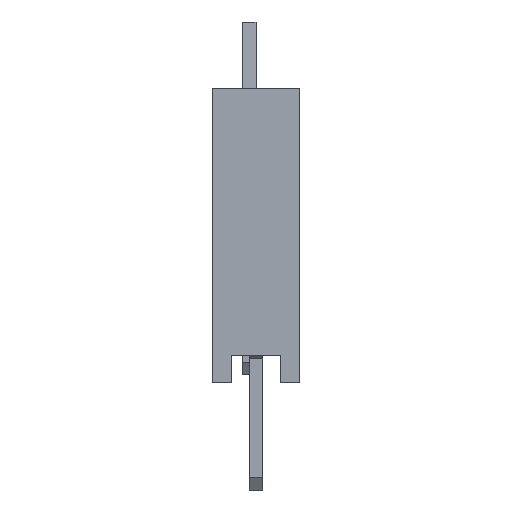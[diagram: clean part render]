
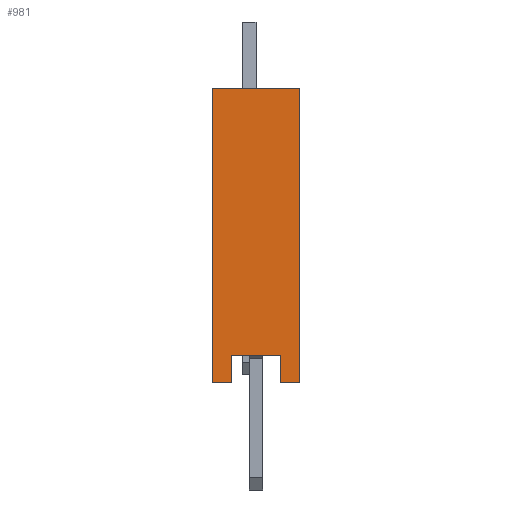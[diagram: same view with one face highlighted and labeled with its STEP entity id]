
A CAD part, left-side view. The second image highlights one B-rep face of the part: STEP entity #981.
In plain terms, the highlighted planar face has unit normal (-1, 0, 0).
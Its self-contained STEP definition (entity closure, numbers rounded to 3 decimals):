
#981 = ADVANCED_FACE( '', ( #2290 ), #2291, .F. );
#2290 = FACE_OUTER_BOUND( '', #4007, .T. );
#2291 = PLANE( '', #4008 );
#4007 = EDGE_LOOP( '', ( #6953, #6954, #6955, #6956, #6957, #6958, #6959, #6960 ) );
#4008 = AXIS2_PLACEMENT_3D( '', #6961, #6962, #6963 );
#6953 = ORIENTED_EDGE( '', *, *, #10955, .F. );
#6954 = ORIENTED_EDGE( '', *, *, #10759, .F. );
#6955 = ORIENTED_EDGE( '', *, *, #10868, .F. );
#6956 = ORIENTED_EDGE( '', *, *, #10956, .T. );
#6957 = ORIENTED_EDGE( '', *, *, #10957, .T. );
#6958 = ORIENTED_EDGE( '', *, *, #10958, .F. );
#6959 = ORIENTED_EDGE( '', *, *, #10959, .F. );
#6960 = ORIENTED_EDGE( '', *, *, #10960, .F. );
#6961 = CARTESIAN_POINT( '', ( -51.05, -1.25, 4.25 ) );
#6962 = DIRECTION( '', ( 1., 0., 0. ) );
#6963 = DIRECTION( '', ( 0., 0., -1. ) );
#10759 = EDGE_CURVE( '', #13212, #13207, #13214, .T. );
#10868 = EDGE_CURVE( '', #13371, #13212, #13373, .T. );
#10955 = EDGE_CURVE( '', #13207, #13499, #13500, .T. );
#10956 = EDGE_CURVE( '', #13371, #13501, #13502, .T. );
#10957 = EDGE_CURVE( '', #13501, #13503, #13504, .T. );
#10958 = EDGE_CURVE( '', #13505, #13503, #13506, .T. );
#10959 = EDGE_CURVE( '', #13507, #13505, #13508, .T. );
#10960 = EDGE_CURVE( '', #13499, #13507, #13509, .T. );
#13207 = VERTEX_POINT( '', #16624 );
#13212 = VERTEX_POINT( '', #16631 );
#13214 = LINE( '', #16634, #16635 );
#13371 = VERTEX_POINT( '', #16875 );
#13373 = LINE( '', #16878, #16879 );
#13499 = VERTEX_POINT( '', #17069 );
#13500 = LINE( '', #17070, #17071 );
#13501 = VERTEX_POINT( '', #17072 );
#13502 = LINE( '', #17073, #17074 );
#13503 = VERTEX_POINT( '', #17075 );
#13504 = LINE( '', #17076, #17077 );
#13505 = VERTEX_POINT( '', #17078 );
#13506 = LINE( '', #17079, #17080 );
#13507 = VERTEX_POINT( '', #17081 );
#13508 = LINE( '', #17082, #17083 );
#13509 = LINE( '', #17084, #17085 );
#16624 = CARTESIAN_POINT( '', ( -51.05, -0.7, -4.25 ) );
#16631 = CARTESIAN_POINT( '', ( -51.05, -1.25, -4.25 ) );
#16634 = CARTESIAN_POINT( '', ( -51.05, -1.25, -4.25 ) );
#16635 = VECTOR( '', #19365, 1000. );
#16875 = CARTESIAN_POINT( '', ( -51.05, -1.25, 4.25 ) );
#16878 = CARTESIAN_POINT( '', ( -51.05, -1.25, 4.25 ) );
#16879 = VECTOR( '', #19450, 1000. );
#17069 = CARTESIAN_POINT( '', ( -51.05, -0.7, -3.45 ) );
#17070 = CARTESIAN_POINT( '', ( -51.05, -0.7, 4.25 ) );
#17071 = VECTOR( '', #19515, 1000. );
#17072 = CARTESIAN_POINT( '', ( -51.05, 1.25, 4.25 ) );
#17073 = CARTESIAN_POINT( '', ( -51.05, -1.25, 4.25 ) );
#17074 = VECTOR( '', #19516, 1000. );
#17075 = CARTESIAN_POINT( '', ( -51.05, 1.25, -4.25 ) );
#17076 = CARTESIAN_POINT( '', ( -51.05, 1.25, 4.25 ) );
#17077 = VECTOR( '', #19517, 1000. );
#17078 = CARTESIAN_POINT( '', ( -51.05, 0.7, -4.25 ) );
#17079 = CARTESIAN_POINT( '', ( -51.05, -1.25, -4.25 ) );
#17080 = VECTOR( '', #19518, 1000. );
#17081 = CARTESIAN_POINT( '', ( -51.05, 0.7, -3.45 ) );
#17082 = CARTESIAN_POINT( '', ( -51.05, 0.7, 4.25 ) );
#17083 = VECTOR( '', #19519, 1000. );
#17084 = CARTESIAN_POINT( '', ( -51.05, -1.25, -3.45 ) );
#17085 = VECTOR( '', #19520, 1000. );
#19365 = DIRECTION( '', ( 0., 1., 0. ) );
#19450 = DIRECTION( '', ( 0., 0., -1. ) );
#19515 = DIRECTION( '', ( 0., 0., 1. ) );
#19516 = DIRECTION( '', ( 0., 1., 0. ) );
#19517 = DIRECTION( '', ( 0., 0., -1. ) );
#19518 = DIRECTION( '', ( 0., 1., 0. ) );
#19519 = DIRECTION( '', ( 0., 0., -1. ) );
#19520 = DIRECTION( '', ( 0., 1., 0. ) );
